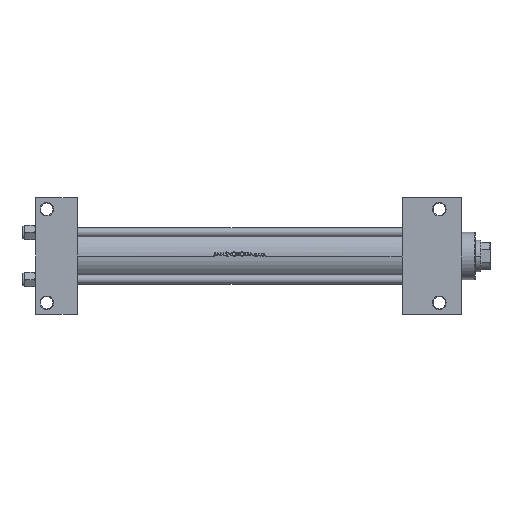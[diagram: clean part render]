
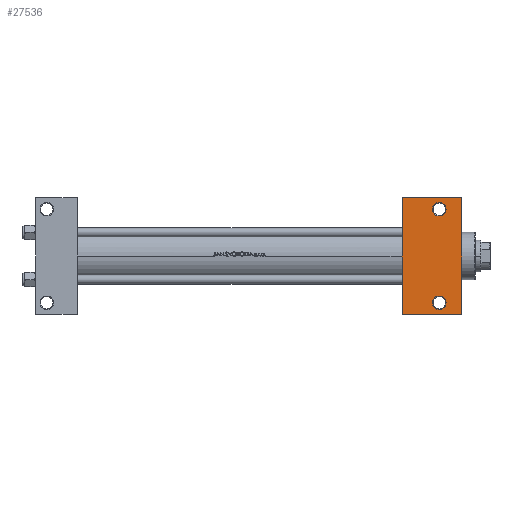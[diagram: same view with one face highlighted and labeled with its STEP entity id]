
A CAD part, front view. The second image highlights one B-rep face of the part: STEP entity #27536.
In plain terms, the highlighted face is planar.
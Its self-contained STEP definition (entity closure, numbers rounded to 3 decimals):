
#1560 = CARTESIAN_POINT ( 'NONE',  ( 358., 41.5, -30. ) ) ;
#1804 = PLANE ( 'NONE',  #5098 ) ;
#2046 = DIRECTION ( 'NONE',  ( 0., 0., 1. ) ) ;
#2982 = CARTESIAN_POINT ( 'NONE',  ( 364., -41.5, -30. ) ) ;
#4569 = EDGE_LOOP ( 'NONE', ( #24973, #37469 ) ) ;
#4592 = VERTEX_POINT ( 'NONE', #42544 ) ;
#5098 = AXIS2_PLACEMENT_3D ( 'NONE', #17149, #40485, #31735 ) ;
#5212 = LINE ( 'NONE', #20558, #38571 ) ;
#6135 = DIRECTION ( 'NONE',  ( -1., 0., 0. ) ) ;
#6805 = CARTESIAN_POINT ( 'NONE',  ( 378., 30., -30. ) ) ;
#7977 = DIRECTION ( 'NONE',  ( 0., 0., 1. ) ) ;
#8252 = CARTESIAN_POINT ( 'NONE',  ( 378., -51.5, -30. ) ) ;
#8620 = DIRECTION ( 'NONE',  ( 0., 1., 0. ) ) ;
#8934 = CARTESIAN_POINT ( 'NONE',  ( 325., -51.5, -30. ) ) ;
#9120 = FACE_OUTER_BOUND ( 'NONE', #27745, .T. ) ;
#10468 = EDGE_CURVE ( 'NONE', #46672, #19988, #41553, .T. ) ;
#10565 = EDGE_CURVE ( 'NONE', #20966, #44002, #33198, .T. ) ;
#10660 = CIRCLE ( 'NONE', #43551, 6. ) ;
#10813 = ORIENTED_EDGE ( 'NONE', *, *, #36557, .T. ) ;
#10845 = EDGE_CURVE ( 'NONE', #17919, #19986, #25525, .T. ) ;
#11135 = EDGE_CURVE ( 'NONE', #44002, #4592, #20499, .T. ) ;
#12321 = CARTESIAN_POINT ( 'NONE',  ( 358., -41.5, -30. ) ) ;
#13183 = ORIENTED_EDGE ( 'NONE', *, *, #10565, .T. ) ;
#13223 = DIRECTION ( 'NONE',  ( 0., 1., 0. ) ) ;
#13561 = CARTESIAN_POINT ( 'NONE',  ( 325., 51.5, -30. ) ) ;
#16511 = DIRECTION ( 'NONE',  ( 0., 1., 0. ) ) ;
#17149 = CARTESIAN_POINT ( 'NONE',  ( 378., 30., -30. ) ) ;
#17919 = VERTEX_POINT ( 'NONE', #24182 ) ;
#18396 = CARTESIAN_POINT ( 'NONE',  ( 378., 51.5, -30. ) ) ;
#19038 = ORIENTED_EDGE ( 'NONE', *, *, #43816, .T. ) ;
#19578 = VECTOR ( 'NONE', #44719, 1000. ) ;
#19986 = VERTEX_POINT ( 'NONE', #2982 ) ;
#19988 = VERTEX_POINT ( 'NONE', #33651 ) ;
#20193 = EDGE_CURVE ( 'NONE', #27802, #4592, #5212, .T. ) ;
#20499 = LINE ( 'NONE', #8934, #44826 ) ;
#20558 = CARTESIAN_POINT ( 'NONE',  ( 325., 30., -30. ) ) ;
#20966 = VERTEX_POINT ( 'NONE', #18396 ) ;
#21078 = CIRCLE ( 'NONE', #28275, 6. ) ;
#23636 = ORIENTED_EDGE ( 'NONE', *, *, #11135, .T. ) ;
#24182 = CARTESIAN_POINT ( 'NONE',  ( 352., -41.5, -30. ) ) ;
#24973 = ORIENTED_EDGE ( 'NONE', *, *, #10468, .T. ) ;
#25207 = EDGE_LOOP ( 'NONE', ( #39009, #10813 ) ) ;
#25216 = EDGE_CURVE ( 'NONE', #19988, #46672, #10660, .T. ) ;
#25221 = ORIENTED_EDGE ( 'NONE', *, *, #20193, .F. ) ;
#25372 = LINE ( 'NONE', #36669, #19578 ) ;
#25525 = CIRCLE ( 'NONE', #47991, 6. ) ;
#27536 = ADVANCED_FACE ( 'NONE', ( #28198, #43528, #9120 ), #1804, .T. ) ;
#27645 = DIRECTION ( 'NONE',  ( 0., 1., 0. ) ) ;
#27745 = EDGE_LOOP ( 'NONE', ( #25221, #19038, #13183, #23636 ) ) ;
#27802 = VERTEX_POINT ( 'NONE', #13561 ) ;
#28198 = FACE_BOUND ( 'NONE', #4569, .T. ) ;
#28275 = AXIS2_PLACEMENT_3D ( 'NONE', #31836, #7977, #16511 ) ;
#31735 = DIRECTION ( 'NONE',  ( 0., 1., 0. ) ) ;
#31828 = DIRECTION ( 'NONE',  ( 0., 0., 1. ) ) ;
#31836 = CARTESIAN_POINT ( 'NONE',  ( 358., -41.5, -30. ) ) ;
#32738 = VECTOR ( 'NONE', #48540, 1000. ) ;
#33198 = LINE ( 'NONE', #6805, #32738 ) ;
#33651 = CARTESIAN_POINT ( 'NONE',  ( 364., 41.5, -30. ) ) ;
#34704 = CARTESIAN_POINT ( 'NONE',  ( 352., 41.5, -30. ) ) ;
#35877 = DIRECTION ( 'NONE',  ( 0., -1., 0. ) ) ;
#35931 = DIRECTION ( 'NONE',  ( 0., 0., 1. ) ) ;
#36326 = CARTESIAN_POINT ( 'NONE',  ( 358., 41.5, -30. ) ) ;
#36557 = EDGE_CURVE ( 'NONE', #19986, #17919, #21078, .T. ) ;
#36669 = CARTESIAN_POINT ( 'NONE',  ( 325., 51.5, -30. ) ) ;
#37469 = ORIENTED_EDGE ( 'NONE', *, *, #25216, .T. ) ;
#38571 = VECTOR ( 'NONE', #35877, 1000. ) ;
#39009 = ORIENTED_EDGE ( 'NONE', *, *, #10845, .T. ) ;
#39148 = AXIS2_PLACEMENT_3D ( 'NONE', #1560, #2046, #8620 ) ;
#40485 = DIRECTION ( 'NONE',  ( 0., 0., -1. ) ) ;
#41553 = CIRCLE ( 'NONE', #39148, 6. ) ;
#42544 = CARTESIAN_POINT ( 'NONE',  ( 325., -51.5, -30. ) ) ;
#43528 = FACE_BOUND ( 'NONE', #25207, .T. ) ;
#43551 = AXIS2_PLACEMENT_3D ( 'NONE', #36326, #31828, #13223 ) ;
#43816 = EDGE_CURVE ( 'NONE', #27802, #20966, #25372, .T. ) ;
#44002 = VERTEX_POINT ( 'NONE', #8252 ) ;
#44719 = DIRECTION ( 'NONE',  ( 1., 0., 0. ) ) ;
#44826 = VECTOR ( 'NONE', #6135, 1000. ) ;
#46672 = VERTEX_POINT ( 'NONE', #34704 ) ;
#47991 = AXIS2_PLACEMENT_3D ( 'NONE', #12321, #35931, #27645 ) ;
#48540 = DIRECTION ( 'NONE',  ( 0., -1., 0. ) ) ;
